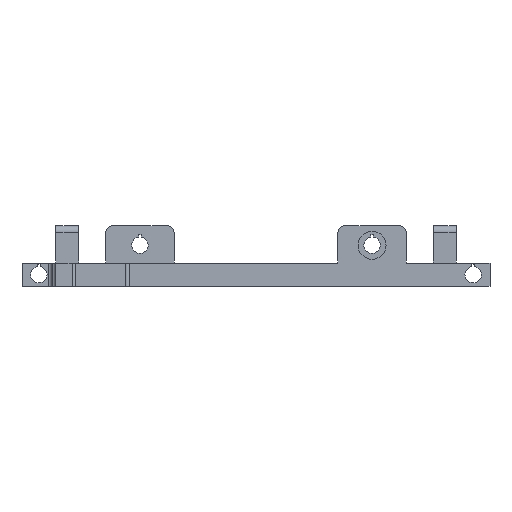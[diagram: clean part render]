
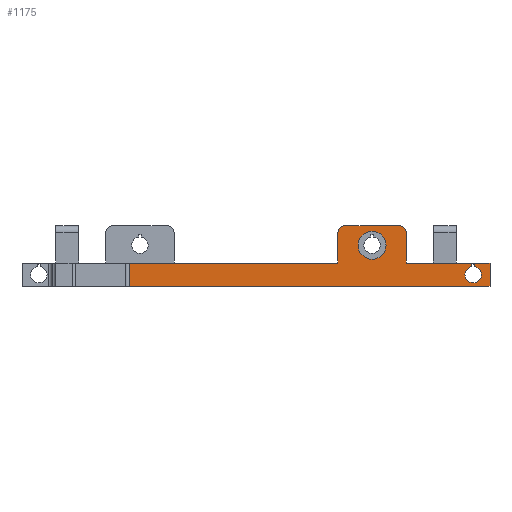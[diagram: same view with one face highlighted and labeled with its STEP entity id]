
A CAD part, front view. The second image highlights one B-rep face of the part: STEP entity #1175.
In plain terms, the highlighted planar face has unit normal (0, -1, 0).
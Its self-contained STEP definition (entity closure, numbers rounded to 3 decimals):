
#192 = VERTEX_POINT('',#193);
#193 = CARTESIAN_POINT('',(17.5,-42.8,5.));
#210 = VERTEX_POINT('',#211);
#211 = CARTESIAN_POINT('',(32.1,-42.8,5.));
#217 = EDGE_CURVE('',#210,#218,#220,.T.);
#218 = VERTEX_POINT('',#219);
#219 = CARTESIAN_POINT('',(50.,-42.8,5.));
#220 = LINE('',#221,#222);
#221 = CARTESIAN_POINT('',(9.8,-42.8,5.));
#222 = VECTOR('',#223,1.);
#223 = DIRECTION('',(1.,0.,0.));
#537 = VERTEX_POINT('',#538);
#538 = CARTESIAN_POINT('',(-27.06,-42.8,5.));
#545 = EDGE_CURVE('',#192,#537,#546,.T.);
#546 = LINE('',#547,#548);
#547 = CARTESIAN_POINT('',(9.8,-42.8,5.));
#548 = VECTOR('',#549,1.);
#549 = DIRECTION('',(-1.,0.,0.));
#1047 = EDGE_CURVE('',#192,#1048,#1050,.T.);
#1048 = VERTEX_POINT('',#1049);
#1049 = CARTESIAN_POINT('',(17.5,-42.8,11.5));
#1050 = LINE('',#1051,#1052);
#1051 = CARTESIAN_POINT('',(17.5,-42.8,5.));
#1052 = VECTOR('',#1053,1.);
#1053 = DIRECTION('',(0.,0.,1.));
#1157 = VERTEX_POINT('',#1158);
#1158 = CARTESIAN_POINT('',(32.1,-42.8,11.5));
#1164 = EDGE_CURVE('',#210,#1157,#1165,.T.);
#1165 = LINE('',#1166,#1167);
#1166 = CARTESIAN_POINT('',(32.1,-42.8,5.));
#1167 = VECTOR('',#1168,1.);
#1168 = DIRECTION('',(0.,0.,1.));
#1175 = ADVANCED_FACE('',(#1176,#1228,#1239),#1274,.T.);
#1176 = FACE_BOUND('',#1177,.T.);
#1177 = EDGE_LOOP('',(#1178,#1179,#1180,#1188,#1196,#1202,#1203,#1204,
    #1213,#1221));
#1178 = ORIENTED_EDGE('',*,*,#1047,.F.);
#1179 = ORIENTED_EDGE('',*,*,#545,.T.);
#1180 = ORIENTED_EDGE('',*,*,#1181,.F.);
#1181 = EDGE_CURVE('',#1182,#537,#1184,.T.);
#1182 = VERTEX_POINT('',#1183);
#1183 = CARTESIAN_POINT('',(-27.06,-42.8,0.));
#1184 = LINE('',#1185,#1186);
#1185 = CARTESIAN_POINT('',(-27.06,-42.8,0.));
#1186 = VECTOR('',#1187,1.);
#1187 = DIRECTION('',(0.,0.,1.));
#1188 = ORIENTED_EDGE('',*,*,#1189,.F.);
#1189 = EDGE_CURVE('',#1190,#1182,#1192,.T.);
#1190 = VERTEX_POINT('',#1191);
#1191 = CARTESIAN_POINT('',(50.,-42.8,0.));
#1192 = LINE('',#1193,#1194);
#1193 = CARTESIAN_POINT('',(9.8,-42.8,0.));
#1194 = VECTOR('',#1195,1.);
#1195 = DIRECTION('',(-1.,0.,0.));
#1196 = ORIENTED_EDGE('',*,*,#1197,.T.);
#1197 = EDGE_CURVE('',#1190,#218,#1198,.T.);
#1198 = LINE('',#1199,#1200);
#1199 = CARTESIAN_POINT('',(50.,-42.8,0.));
#1200 = VECTOR('',#1201,1.);
#1201 = DIRECTION('',(0.,0.,1.));
#1202 = ORIENTED_EDGE('',*,*,#217,.F.);
#1203 = ORIENTED_EDGE('',*,*,#1164,.T.);
#1204 = ORIENTED_EDGE('',*,*,#1205,.F.);
#1205 = EDGE_CURVE('',#1206,#1157,#1208,.T.);
#1206 = VERTEX_POINT('',#1207);
#1207 = CARTESIAN_POINT('',(30.6,-42.8,13.));
#1208 = CIRCLE('',#1209,1.5);
#1209 = AXIS2_PLACEMENT_3D('',#1210,#1211,#1212);
#1210 = CARTESIAN_POINT('',(30.6,-42.8,11.5));
#1211 = DIRECTION('',(0.,1.,0.));
#1212 = DIRECTION('',(0.,0.,-1.));
#1213 = ORIENTED_EDGE('',*,*,#1214,.T.);
#1214 = EDGE_CURVE('',#1206,#1215,#1217,.T.);
#1215 = VERTEX_POINT('',#1216);
#1216 = CARTESIAN_POINT('',(19.,-42.8,13.));
#1217 = LINE('',#1218,#1219);
#1218 = CARTESIAN_POINT('',(32.1,-42.8,13.));
#1219 = VECTOR('',#1220,1.);
#1220 = DIRECTION('',(-1.,0.,0.));
#1221 = ORIENTED_EDGE('',*,*,#1222,.F.);
#1222 = EDGE_CURVE('',#1048,#1215,#1223,.T.);
#1223 = CIRCLE('',#1224,1.5);
#1224 = AXIS2_PLACEMENT_3D('',#1225,#1226,#1227);
#1225 = CARTESIAN_POINT('',(19.,-42.8,11.5));
#1226 = DIRECTION('',(0.,1.,0.));
#1227 = DIRECTION('',(0.,0.,1.));
#1228 = FACE_BOUND('',#1229,.T.);
#1229 = EDGE_LOOP('',(#1230));
#1230 = ORIENTED_EDGE('',*,*,#1231,.F.);
#1231 = EDGE_CURVE('',#1232,#1232,#1234,.T.);
#1232 = VERTEX_POINT('',#1233);
#1233 = CARTESIAN_POINT('',(27.8,-42.8,8.8));
#1234 = CIRCLE('',#1235,3.);
#1235 = AXIS2_PLACEMENT_3D('',#1236,#1237,#1238);
#1236 = CARTESIAN_POINT('',(24.8,-42.8,8.8));
#1237 = DIRECTION('',(0.,-1.,0.));
#1238 = DIRECTION('',(1.,0.,0.));
#1239 = FACE_BOUND('',#1240,.T.);
#1240 = EDGE_LOOP('',(#1241,#1252,#1260,#1268));
#1241 = ORIENTED_EDGE('',*,*,#1242,.T.);
#1242 = EDGE_CURVE('',#1243,#1245,#1247,.T.);
#1243 = VERTEX_POINT('',#1244);
#1244 = CARTESIAN_POINT('',(46.65,-42.8,4.232));
#1245 = VERTEX_POINT('',#1246);
#1246 = CARTESIAN_POINT('',(46.15,-42.8,4.232));
#1247 = CIRCLE('',#1248,1.75);
#1248 = AXIS2_PLACEMENT_3D('',#1249,#1250,#1251);
#1249 = CARTESIAN_POINT('',(46.4,-42.8,2.5));
#1250 = DIRECTION('',(0.,1.,0.));
#1251 = DIRECTION('',(-1.,0.,0.));
#1252 = ORIENTED_EDGE('',*,*,#1253,.F.);
#1253 = EDGE_CURVE('',#1254,#1245,#1256,.T.);
#1254 = VERTEX_POINT('',#1255);
#1255 = CARTESIAN_POINT('',(46.15,-42.8,4.732));
#1256 = LINE('',#1257,#1258);
#1257 = CARTESIAN_POINT('',(46.15,-42.8,2.366));
#1258 = VECTOR('',#1259,1.);
#1259 = DIRECTION('',(0.,0.,-1.));
#1260 = ORIENTED_EDGE('',*,*,#1261,.F.);
#1261 = EDGE_CURVE('',#1262,#1254,#1264,.T.);
#1262 = VERTEX_POINT('',#1263);
#1263 = CARTESIAN_POINT('',(46.65,-42.8,4.732));
#1264 = LINE('',#1265,#1266);
#1265 = CARTESIAN_POINT('',(28.225,-42.8,4.732));
#1266 = VECTOR('',#1267,1.);
#1267 = DIRECTION('',(-1.,0.,0.));
#1268 = ORIENTED_EDGE('',*,*,#1269,.F.);
#1269 = EDGE_CURVE('',#1243,#1262,#1270,.T.);
#1270 = LINE('',#1271,#1272);
#1271 = CARTESIAN_POINT('',(46.65,-42.8,2.116));
#1272 = VECTOR('',#1273,1.);
#1273 = DIRECTION('',(0.,0.,1.));
#1274 = PLANE('',#1275);
#1275 = AXIS2_PLACEMENT_3D('',#1276,#1277,#1278);
#1276 = CARTESIAN_POINT('',(12.563,-42.8,3.654));
#1277 = DIRECTION('',(0.,-1.,0.));
#1278 = DIRECTION('',(-1.,0.,0.));
